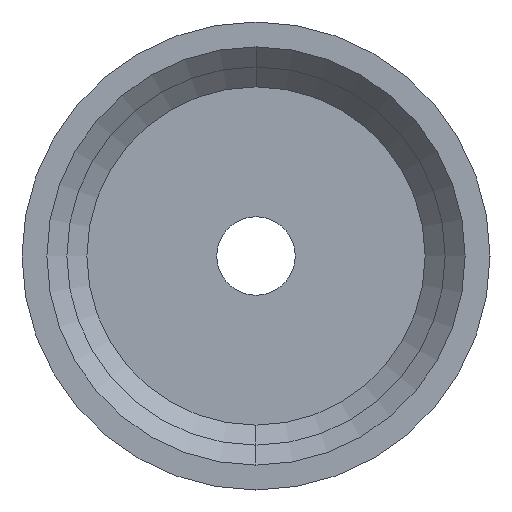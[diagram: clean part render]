
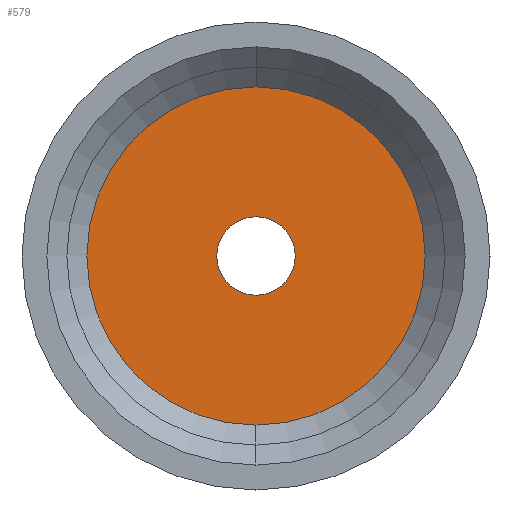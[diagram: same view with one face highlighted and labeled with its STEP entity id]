
A CAD part, left-side view. The second image highlights one B-rep face of the part: STEP entity #579.
In plain terms, the highlighted planar face has unit normal (-1, 0, 0).
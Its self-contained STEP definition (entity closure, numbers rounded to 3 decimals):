
#95 = EDGE_LOOP ( 'NONE', ( #1477, #414 ) ) ;
#113 = FACE_OUTER_BOUND ( 'NONE', #1046, .T. ) ;
#123 = CARTESIAN_POINT ( 'NONE',  ( -0.803, 0., 0. ) ) ;
#129 = DIRECTION ( 'NONE',  ( 0., 0., 1. ) ) ;
#146 = DIRECTION ( 'NONE',  ( -1., 0., 0. ) ) ;
#266 = EDGE_CURVE ( 'NONE', #1095, #1827, #1690, .T. ) ;
#285 = CARTESIAN_POINT ( 'NONE',  ( -0.803, 0., 0. ) ) ;
#360 = AXIS2_PLACEMENT_3D ( 'NONE', #891, #1073, #129 ) ;
#397 = CIRCLE ( 'NONE', #1031, 2.55 ) ;
#408 = DIRECTION ( 'NONE',  ( 0., 0., 1. ) ) ;
#414 = ORIENTED_EDGE ( 'NONE', *, *, #1706, .F. ) ;
#427 = VERTEX_POINT ( 'NONE', #1248 ) ;
#561 = CARTESIAN_POINT ( 'NONE',  ( -0.803, 0., 0. ) ) ;
#567 = DIRECTION ( 'NONE',  ( -1., 0., 0. ) ) ;
#573 = PLANE ( 'NONE',  #995 ) ;
#579 = ADVANCED_FACE ( 'NONE', ( #1611, #113 ), #573, .F. ) ;
#623 = AXIS2_PLACEMENT_3D ( 'NONE', #561, #567, #1170 ) ;
#716 = CIRCLE ( 'NONE', #623, 2.55 ) ;
#807 = CIRCLE ( 'NONE', #360, 11. ) ;
#891 = CARTESIAN_POINT ( 'NONE',  ( -0.803, 0., 0. ) ) ;
#901 = CARTESIAN_POINT ( 'NONE',  ( -0.803, 0., -11. ) ) ;
#946 = ORIENTED_EDGE ( 'NONE', *, *, #1004, .T. ) ;
#995 = AXIS2_PLACEMENT_3D ( 'NONE', #1790, #1454, #1461 ) ;
#1004 = EDGE_CURVE ( 'NONE', #1827, #1095, #807, .T. ) ;
#1031 = AXIS2_PLACEMENT_3D ( 'NONE', #123, #146, #408 ) ;
#1046 = EDGE_LOOP ( 'NONE', ( #946, #1418 ) ) ;
#1073 = DIRECTION ( 'NONE',  ( -1., 0., 0. ) ) ;
#1095 = VERTEX_POINT ( 'NONE', #901 ) ;
#1104 = VERTEX_POINT ( 'NONE', #1828 ) ;
#1170 = DIRECTION ( 'NONE',  ( 0., 0., 1. ) ) ;
#1248 = CARTESIAN_POINT ( 'NONE',  ( -0.803, 0., -2.55 ) ) ;
#1418 = ORIENTED_EDGE ( 'NONE', *, *, #266, .T. ) ;
#1454 = DIRECTION ( 'NONE',  ( 1., 0., 0. ) ) ;
#1461 = DIRECTION ( 'NONE',  ( 0., 0., -1. ) ) ;
#1464 = AXIS2_PLACEMENT_3D ( 'NONE', #285, #1815, #1502 ) ;
#1477 = ORIENTED_EDGE ( 'NONE', *, *, #1802, .F. ) ;
#1502 = DIRECTION ( 'NONE',  ( 0., 0., 1. ) ) ;
#1519 = CARTESIAN_POINT ( 'NONE',  ( -0.803, 0., 11. ) ) ;
#1611 = FACE_BOUND ( 'NONE', #95, .T. ) ;
#1690 = CIRCLE ( 'NONE', #1464, 11. ) ;
#1706 = EDGE_CURVE ( 'NONE', #427, #1104, #397, .T. ) ;
#1790 = CARTESIAN_POINT ( 'NONE',  ( -0.803, 4.25, 0. ) ) ;
#1802 = EDGE_CURVE ( 'NONE', #1104, #427, #716, .T. ) ;
#1815 = DIRECTION ( 'NONE',  ( -1., 0., 0. ) ) ;
#1827 = VERTEX_POINT ( 'NONE', #1519 ) ;
#1828 = CARTESIAN_POINT ( 'NONE',  ( -0.803, 0., 2.55 ) ) ;
